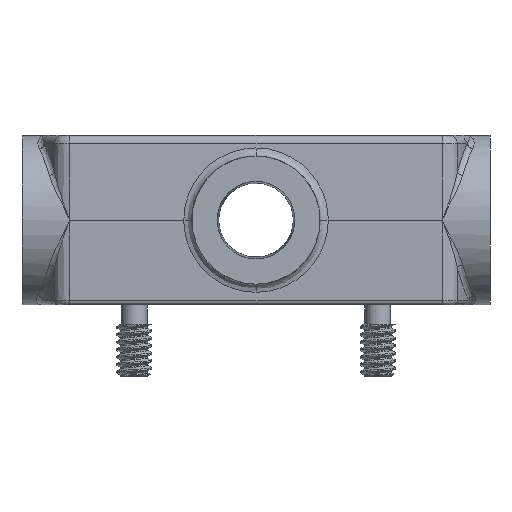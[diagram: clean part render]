
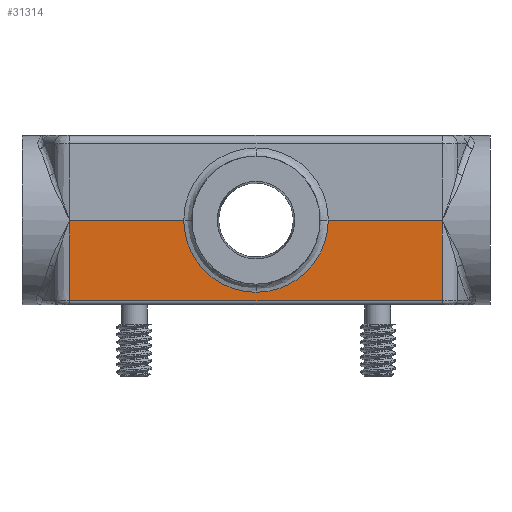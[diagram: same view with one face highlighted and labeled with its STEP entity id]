
A CAD part, front view. The second image highlights one B-rep face of the part: STEP entity #31314.
In plain terms, the highlighted planar face has unit normal (0, -1, -0.009).
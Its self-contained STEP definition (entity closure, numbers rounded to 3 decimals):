
#9181=DIRECTION('',(1.,0.,0.));
#9182=VECTOR('',#9181,6.918);
#9183=CARTESIAN_POINT('',(4.375,-16.925,
0.));
#9184=LINE('',#9183,#9182);
#9226=DIRECTION('',(1.,0.,0.));
#9227=VECTOR('',#9226,6.918);
#9228=CARTESIAN_POINT('',(-11.293,-16.925,0.));
#9229=LINE('',#9228,#9227);
#9316=CARTESIAN_POINT('',(-11.292,-16.925,
-0.045));
#9317=CARTESIAN_POINT('',(-11.292,-16.925,
-0.038));
#9318=CARTESIAN_POINT('',(-11.292,-16.925,
-0.023));
#9319=CARTESIAN_POINT('',(-11.292,-16.925,
-0.008));
#9320=CARTESIAN_POINT('',(-11.293,-16.925,0.));
#9322=CARTESIAN_POINT('',(0.,-16.887,
-4.371));
#9323=CARTESIAN_POINT('',(-0.147,-16.887,
-4.371));
#9324=CARTESIAN_POINT('',(-0.434,-16.887,
-4.356));
#9325=CARTESIAN_POINT('',(-0.833,-16.888,
-4.297));
#9326=CARTESIAN_POINT('',(-1.23,-16.888,
-4.201));
#9327=CARTESIAN_POINT('',(-1.612,-16.889,
-4.07));
#9328=CARTESIAN_POINT('',(-1.981,-16.891,
-3.904));
#9329=CARTESIAN_POINT('',(-2.333,-16.893,
-3.704));
#9330=CARTESIAN_POINT('',(-2.665,-16.895,
-3.473));
#9331=CARTESIAN_POINT('',(-2.974,-16.897,
-3.213));
#9332=CARTESIAN_POINT('',(-3.258,-16.899,
-2.925));
#9333=CARTESIAN_POINT('',(-3.514,-16.902,
-2.612));
#9334=CARTESIAN_POINT('',(-3.741,-16.905,
-2.276));
#9335=CARTESIAN_POINT('',(-3.935,-16.908,
-1.922));
#9336=CARTESIAN_POINT('',(-4.096,-16.911,
-1.55));
#9337=CARTESIAN_POINT('',(-4.222,-16.915,
-1.167));
#9338=CARTESIAN_POINT('',(-4.313,-16.918,
-0.766));
#9339=CARTESIAN_POINT('',(-4.364,-16.922,
-0.372));
#9340=CARTESIAN_POINT('',(-4.375,-16.924,
-0.122));
#9341=CARTESIAN_POINT('',(-4.375,-16.925,
0.));
#9343=CARTESIAN_POINT('',(4.375,-16.925,
0.));
#9344=CARTESIAN_POINT('',(4.375,-16.924,
-0.139));
#9345=CARTESIAN_POINT('',(4.362,-16.921,
-0.415));
#9346=CARTESIAN_POINT('',(4.3,-16.918,
-0.837));
#9347=CARTESIAN_POINT('',(4.2,-16.914,
-1.244));
#9348=CARTESIAN_POINT('',(4.062,-16.911,
-1.64));
#9349=CARTESIAN_POINT('',(3.885,-16.907,
-2.021));
#9350=CARTESIAN_POINT('',(3.673,-16.904,
-2.384));
#9351=CARTESIAN_POINT('',(3.428,-16.901,
-2.725));
#9352=CARTESIAN_POINT('',(3.151,-16.898,
-3.04));
#9353=CARTESIAN_POINT('',(2.845,-16.896,
-3.328));
#9354=CARTESIAN_POINT('',(2.513,-16.894,
-3.585));
#9355=CARTESIAN_POINT('',(2.158,-16.892,
-3.809));
#9356=CARTESIAN_POINT('',(1.783,-16.89,
-3.998));
#9357=CARTESIAN_POINT('',(1.394,-16.889,
-4.15));
#9358=CARTESIAN_POINT('',(0.987,-16.888,
-4.265));
#9359=CARTESIAN_POINT('',(0.535,-16.887,
-4.347));
#9360=CARTESIAN_POINT('',(0.186,-16.887,
-4.371));
#9361=CARTESIAN_POINT('',(0.,-16.887,
-4.371));
#9363=CARTESIAN_POINT('',(11.293,-16.925,0.));
#9364=CARTESIAN_POINT('',(11.293,-16.925,
-0.008));
#9365=CARTESIAN_POINT('',(11.293,-16.925,
-0.023));
#9366=CARTESIAN_POINT('',(11.293,-16.925,
-0.038));
#9367=CARTESIAN_POINT('',(11.292,-16.925,
-0.045));
#9369=CARTESIAN_POINT('',(11.292,-16.925,
-0.045));
#9370=CARTESIAN_POINT('',(11.29,-16.921,
-0.417));
#9371=CARTESIAN_POINT('',(11.286,-16.915,
-1.174));
#9372=CARTESIAN_POINT('',(11.279,-16.905,
-2.337));
#9373=CARTESIAN_POINT('',(11.272,-16.894,
-3.558));
#9374=CARTESIAN_POINT('',(11.267,-16.886,
-4.429));
#9375=CARTESIAN_POINT('',(11.265,-16.882,
-4.877));
#9377=DIRECTION('',(-1.,0.,0.));
#9378=VECTOR('',#9377,22.53);
#9379=CARTESIAN_POINT('',(11.265,-16.882,
-4.877));
#9380=LINE('',#9379,#9378);
#9381=CARTESIAN_POINT('',(-11.292,-16.925,
-0.045));
#9382=CARTESIAN_POINT('',(-11.29,-16.921,
-0.417));
#9383=CARTESIAN_POINT('',(-11.286,-16.915,
-1.174));
#9384=CARTESIAN_POINT('',(-11.279,-16.905,
-2.337));
#9385=CARTESIAN_POINT('',(-11.272,-16.894,
-3.558));
#9386=CARTESIAN_POINT('',(-11.267,-16.886,
-4.429));
#9387=CARTESIAN_POINT('',(-11.265,-16.882,
-4.877));
#9840=CARTESIAN_POINT('',(-11.292,-16.925,
-0.045));
#9851=CARTESIAN_POINT('',(-11.265,-16.882,
-4.877));
#10130=CARTESIAN_POINT('',(-11.293,-16.925,0.));
#10131=CARTESIAN_POINT('',(-4.375,-16.925,
0.));
#10132=VERTEX_POINT('',#10130);
#10133=VERTEX_POINT('',#10131);
#10134=CARTESIAN_POINT('',(4.375,-16.925,
0.));
#10135=CARTESIAN_POINT('',(11.293,-16.925,0.));
#10136=VERTEX_POINT('',#10134);
#10137=VERTEX_POINT('',#10135);
#10153=VERTEX_POINT('',#9367);
#10157=VERTEX_POINT('',#9361);
#10448=VERTEX_POINT('',#9375);
#10613=VERTEX_POINT('',#9851);
#10674=VERTEX_POINT('',#9840);
#31293=CARTESIAN_POINT('',(-11.926,-16.925,0.));
#31294=DIRECTION('',(0.,-1.,-0.009));
#31295=DIRECTION('',(1.,0.,0.));
#31296=AXIS2_PLACEMENT_3D('',#31293,#31294,#31295);
#31297=PLANE('',#31296);
#31298=ORIENTED_EDGE('',*,*,#13501,.T.);
#31299=ORIENTED_EDGE('',*,*,#30873,.T.);
#31301=ORIENTED_EDGE('',*,*,#31300,.F.);
#31303=ORIENTED_EDGE('',*,*,#31302,.F.);
#31304=ORIENTED_EDGE('',*,*,#30867,.T.);
#31305=ORIENTED_EDGE('',*,*,#11077,.T.);
#31307=ORIENTED_EDGE('',*,*,#31306,.T.);
#31309=ORIENTED_EDGE('',*,*,#31308,.T.);
#31311=ORIENTED_EDGE('',*,*,#31310,.F.);
#31312=EDGE_LOOP('',(#31298,#31299,#31301,#31303,#31304,#31305,#31307,#31309,
#31311));
#31313=FACE_OUTER_BOUND('',#31312,.F.);
#31314=ADVANCED_FACE('',(#31313),#31297,.T.);
#9321=B_SPLINE_CURVE_WITH_KNOTS('',3,(#9316,#9317,#9318,#9319,#9320),
.UNSPECIFIED.,.F.,.F.,(4,1,4),(0.,0.5,1.),.UNSPECIFIED.);
#9342=B_SPLINE_CURVE_WITH_KNOTS('',3,(#9322,#9323,#9324,#9325,#9326,#9327,#9328,
#9329,#9330,#9331,#9332,#9333,#9334,#9335,#9336,#9337,#9338,#9339,#9340,#9341),
.UNSPECIFIED.,.F.,.F.,(4,1,1,1,1,1,1,1,1,1,1,1,1,1,1,1,1,4),(0.,
0.059,0.118,0.176,0.235,
0.294,0.353,0.412,0.471,
0.529,0.588,0.647,0.706,
0.765,0.824,0.882,0.941,1.),
.UNSPECIFIED.);
#9362=B_SPLINE_CURVE_WITH_KNOTS('',3,(#9343,#9344,#9345,#9346,#9347,#9348,#9349,
#9350,#9351,#9352,#9353,#9354,#9355,#9356,#9357,#9358,#9359,#9360,#9361),
.UNSPECIFIED.,.F.,.F.,(4,1,1,1,1,1,1,1,1,1,1,1,1,1,1,1,4),(0.,0.063,0.125,
0.188,0.25,0.313,0.375,0.438,0.5,0.563,0.625,0.688,
0.75,0.813,0.875,0.938,1.),.UNSPECIFIED.);
#9368=B_SPLINE_CURVE_WITH_KNOTS('',3,(#9363,#9364,#9365,#9366,#9367),
.UNSPECIFIED.,.F.,.F.,(4,1,4),(0.,0.5,1.),.UNSPECIFIED.);
#9376=B_SPLINE_CURVE_WITH_KNOTS('',3,(#9369,#9370,#9371,#9372,#9373,#9374,
#9375),.UNSPECIFIED.,.F.,.F.,(4,1,1,1,4),(0.,0.25,0.5,0.75,1.),
.UNSPECIFIED.);
#9388=B_SPLINE_CURVE_WITH_KNOTS('',3,(#9381,#9382,#9383,#9384,#9385,#9386,
#9387),.UNSPECIFIED.,.F.,.F.,(4,1,1,1,4),(0.,0.25,0.5,0.75,1.),
.UNSPECIFIED.);
#11077=EDGE_CURVE('',#10137,#10153,#9368,.T.);
#13501=EDGE_CURVE('',#10674,#10132,#9321,.T.);
#30867=EDGE_CURVE('',#10136,#10137,#9184,.T.);
#30873=EDGE_CURVE('',#10132,#10133,#9229,.T.);
#31300=EDGE_CURVE('',#10157,#10133,#9342,.T.);
#31302=EDGE_CURVE('',#10136,#10157,#9362,.T.);
#31306=EDGE_CURVE('',#10153,#10448,#9376,.T.);
#31308=EDGE_CURVE('',#10448,#10613,#9380,.T.);
#31310=EDGE_CURVE('',#10674,#10613,#9388,.T.);
